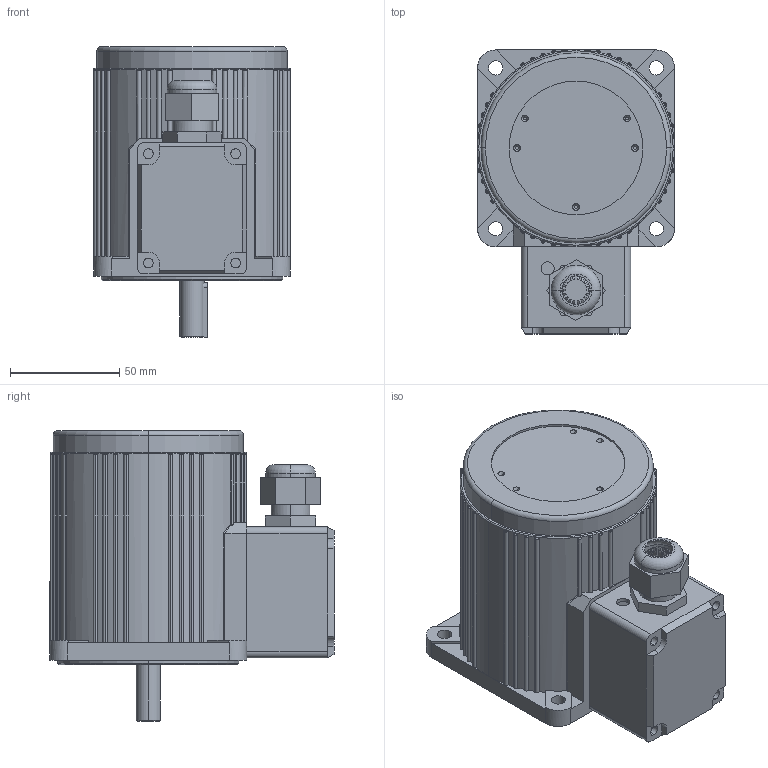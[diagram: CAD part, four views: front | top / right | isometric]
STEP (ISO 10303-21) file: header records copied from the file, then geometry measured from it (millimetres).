
FILE_DESCRIPTION (( 'STEP AP203' ), '1' );
FILE_NAME ('5IK40GA-T.STEP', '2020-01-08T11:36:03', ( 'Sky123.Org' ), ( 'Sky123.Org' ), 'SwSTEP 2.0', 'SolidWorks 2014', '' );
FILE_SCHEMA (( 'CONFIG_CONTROL_DESIGN' ));
Length unit declared in the file: millimetre
Products named in the file (6): 5IK40GA; NPT1-2つ踡芛; 峚倰萇儂諉盄碟02; NPT1-2萇擢芛蚾饜极; NPT1-2萇擢芛; 5IK40GA-T
Assembly tree (5 placements, depth 3):
  5IK40GA-T
    5IK40GA
    峚倰萇儂諉盄碟02
    NPT1-2萇擢芛蚾饜极
      NPT1-2萇擢芛
      NPT1-2つ踡芛
Bounding box: 90 x 130 x 133 mm (x, y, z)
Volume: 729794.7 mm3; surface area: 84008 mm2
Topology: 5 solids, 5 shells, 525 faces, 1377 edges, 880 vertices
Faces by surface type: plane 221, cylinder 174, torus 112, cone 16, bspline 2
Entity records: 17788 total; most frequent: CARTESIAN_POINT 3937, DIRECTION 2909, ORIENTED_EDGE 2754, EDGE_CURVE 1377, AXIS2_PLACEMENT_3D 1152, VERTEX_POINT 880, CIRCLE 620, LINE 605
